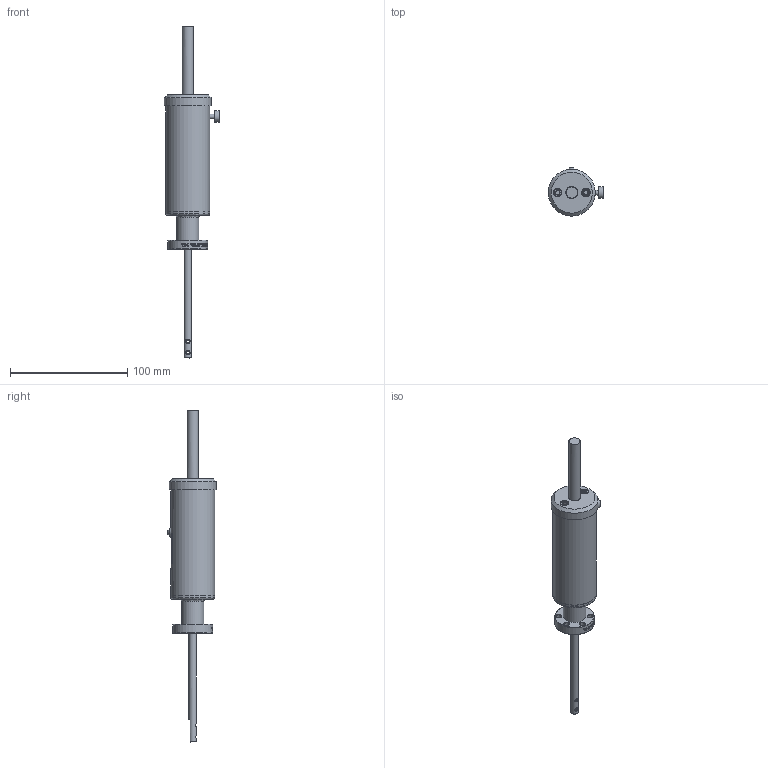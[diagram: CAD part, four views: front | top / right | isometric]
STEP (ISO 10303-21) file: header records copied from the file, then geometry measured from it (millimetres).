
FILE_DESCRIPTION (( 'STEP AP203' ), '1' );
FILE_NAME ('112050.stp', '2013-10-28T23:07:44', ( '' ), ( '' ), 'SwSTEP 2.0', 'SolidWorks 2012', '' );
FILE_SCHEMA (( 'CONFIG_CONTROL_DESIGN' ));
Length unit declared in the file: centimetre
Products named in the file (1): 112050
Bounding box: 47.21 x 41.19 x 282.76 mm (x, y, z)
Volume: 131572.1 mm3; surface area: 27439.8 mm2
Topology: 1 solids, 1 shells, 893 faces, 2426 edges, 1598 vertices
Faces by surface type: plane 427, bspline 237, cylinder 155, cone 74
Full cylindrical faces by diameter (mm): 1.194 x2, 2.414 x2, 2.845 x1, 3.251 x1, 4.166 x1, 4.394 x6, 4.648 x1, 5.41 x1, 6.35 x1, 6.363 x1, 6.858 x2, 6.985 x2, 9.423 x1, 9.525 x2, 9.652 x1, 9.906 x1, 10.795 x1, 11.049 x1, 11.786 x2, 12.687 x3, 12.725 x1, 12.776 x1, 13.462 x1, 15.748 x1, 18.288 x1, 19.05 x1, 19.177 x1, 21.387 x1, 21.388 x1, 33.782 x1
Entity records: 33342 total; most frequent: CARTESIAN_POINT 12811, ORIENTED_EDGE 4520, DIRECTION 3632, EDGE_CURVE 2260, VERTEX_POINT 1528, AXIS2_PLACEMENT_3D 1262, LINE 1108, VECTOR 1108
